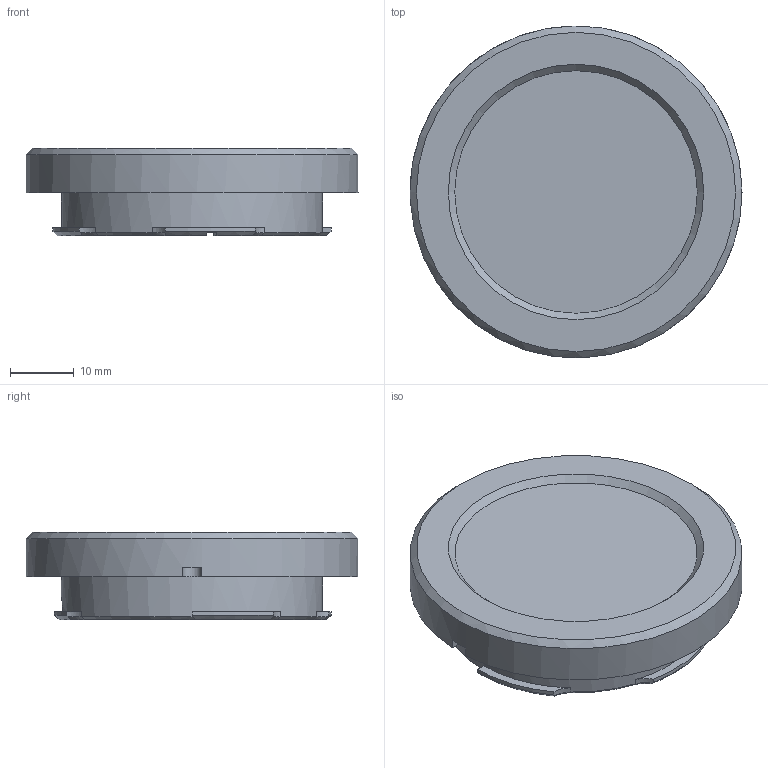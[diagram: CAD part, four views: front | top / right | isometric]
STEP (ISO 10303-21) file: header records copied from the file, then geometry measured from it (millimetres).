
FILE_DESCRIPTION(/* description */ (''),/* implementation_level */ '2;1');
FILE_NAME(/* name */ 'baseBodyCap_leicaM',/* time_stamp */ '2023-12-05T16:31:06-05:00',/* author */ ('George Moua'),/* organization */ ('Archive 663'),/* preprocessor_version */ 'ST-DEVELOPER v16.7',/* originating_system */ 'Solid Edge',/* authorisation */ 'Unknown');
FILE_SCHEMA (('AUTOMOTIVE_DESIGN {1 0 10303 214 3 1 1}'));
Length unit declared in the file: millimetre
Products named in the file (3): mountLensBase; mountLensBase_leicaM_oa_0; baseBodyCap_leicaM
Assembly tree (2 placements, depth 3):
  mountLensBase
    mountLensBase_leicaM_oa_0
      baseBodyCap_leicaM
Bounding box: 52 x 51.99 x 13.75 mm (x, y, z)
Volume: 10235.5 mm3; surface area: 7503.8 mm2
Topology: 1 solids, 1 shells, 51 faces, 133 edges, 86 vertices
Faces by surface type: plane 23, cylinder 14, cone 13, bspline 1
Full cylindrical faces by diameter (mm): 38 x1, 40.9 x1, 52 x1
Entity records: 1701 total; most frequent: CARTESIAN_POINT 430, DIRECTION 260, ORIENTED_EDGE 248, EDGE_CURVE 124, AXIS2_PLACEMENT_3D 109, VERTEX_POINT 82, EDGE_LOOP 58, FACE_BOUND 58
